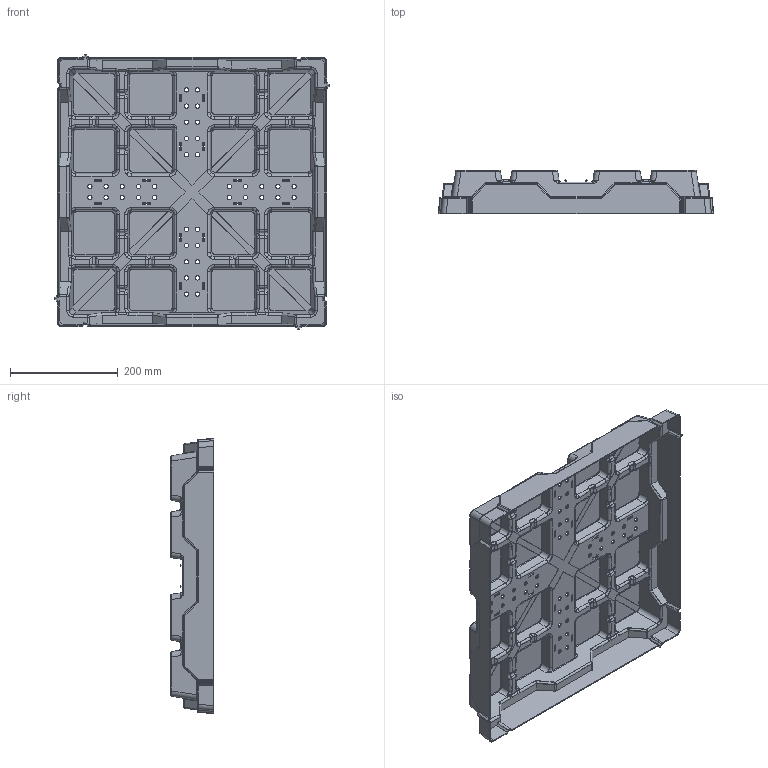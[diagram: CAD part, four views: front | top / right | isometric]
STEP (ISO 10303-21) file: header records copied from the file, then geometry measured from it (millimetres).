
FILE_DESCRIPTION (( 'STEP AP203' ), '1' );
FILE_NAME ('EcoRoof Cassette.STEP', '2023-10-19T10:25:26', ( '' ), ( '' ), 'SwSTEP 2.0', 'SolidWorks 2023', '' );
FILE_SCHEMA (( 'CONFIG_CONTROL_DESIGN' ));
Length unit declared in the file: millimetre
Products named in the file (1): EcoRoof Cassette
Bounding box: 509.76 x 80 x 509.76 mm (x, y, z)
Volume: 874466.4 mm3; surface area: 876125.9 mm2
Topology: 1 solids, 1 shells, 2515 faces, 6018 edges, 3392 vertices
Faces by surface type: cylinder 1067, bspline 664, plane 535, sphere 249
Entity records: 85807 total; most frequent: CARTESIAN_POINT 34290, ORIENTED_EDGE 11808, DIRECTION 9894, EDGE_CURVE 5904, AXIS2_PLACEMENT_3D 3681, VERTEX_POINT 3392, EDGE_LOOP 2628, LINE 2532
